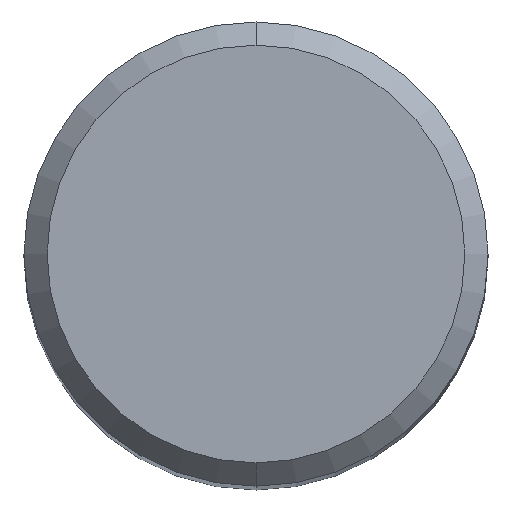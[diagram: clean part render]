
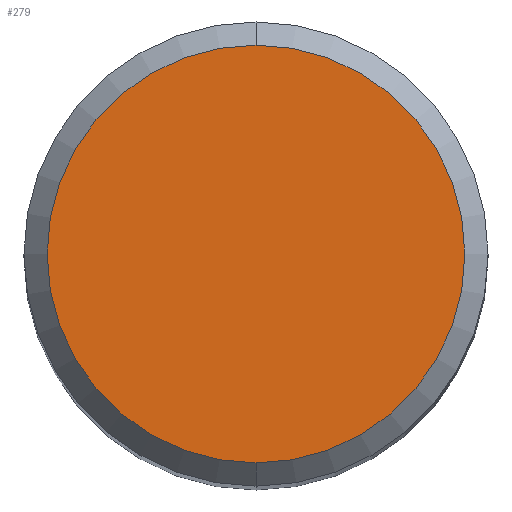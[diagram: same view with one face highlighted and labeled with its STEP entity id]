
A CAD part, top view. The second image highlights one B-rep face of the part: STEP entity #279.
In plain terms, the highlighted planar face has unit normal (0, 0, 1).
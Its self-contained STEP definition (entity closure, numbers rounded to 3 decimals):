
#237=VERTEX_POINT('',#548);
#279=ADVANCED_FACE('',(#596),#597,.T.);
#281=VERTEX_POINT('',#599);
#323=EDGE_CURVE('',#237,#281,#645,.T.);
#409=EDGE_CURVE('',#281,#237,#741,.T.);
#548=CARTESIAN_POINT('',(0.0,5.4,0.0));
#596=FACE_OUTER_BOUND('',#1084,.T.);
#597=PLANE('',#1085);
#599=CARTESIAN_POINT('',(0.,-5.4,0.0));
#645=CIRCLE('',#1202,5.4);
#741=CIRCLE('',#1387,5.4);
#1084=EDGE_LOOP('',(#1635,#1636));
#1085=AXIS2_PLACEMENT_3D('',#1637,#1638,#1639);
#1202=AXIS2_PLACEMENT_3D('',#1685,#1686,#1687);
#1387=AXIS2_PLACEMENT_3D('',#1802,#1803,#1804);
#1635=ORIENTED_EDGE('',*,*,#323,.F.);
#1636=ORIENTED_EDGE('',*,*,#409,.F.);
#1637=CARTESIAN_POINT('',(0.0,2.7,0.0));
#1638=DIRECTION('',(-0.0,0.0,1.0));
#1639=DIRECTION('',(0.0,-1.0,0.0));
#1685=CARTESIAN_POINT('',(0.0,0.0,0.0));
#1686=DIRECTION('',(0.0,0.0,-1.0));
#1687=DIRECTION('',(0.0,1.0,0.0));
#1802=CARTESIAN_POINT('',(0.0,0.0,0.0));
#1803=DIRECTION('',(0.0,0.0,-1.0));
#1804=DIRECTION('',(0.0,1.0,0.0));
